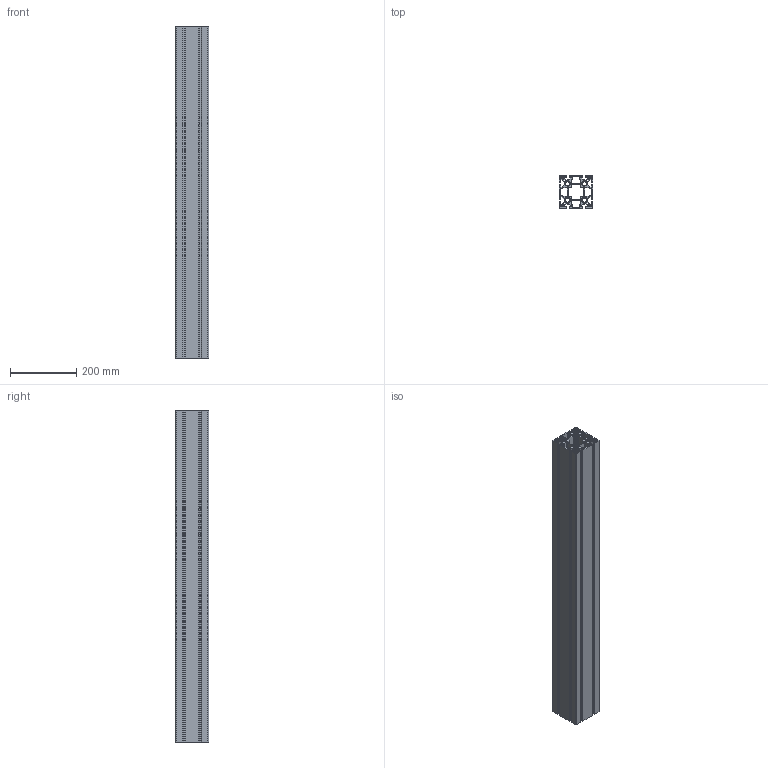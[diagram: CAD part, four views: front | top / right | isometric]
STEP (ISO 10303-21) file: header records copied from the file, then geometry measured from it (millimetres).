
FILE_DESCRIPTION (( 'STEP AP203' ), '1' );
FILE_NAME ('61010-8 Ïðîôèëü êîíñòðóêöèîííûé 100õ100 ïàç 8ìì (Àí. ñåðåáðî).step', '2025-11-26T14:58:08', ( '' ), ( '' ), 'SwSTEP 2.0', 'SolidWorks 2026', '' );
FILE_SCHEMA (( 'CONFIG_CONTROL_DESIGN' ));
Length unit declared in the file: millimetre
Products named in the file (2): 61010-8 Профиль конструкционный 100х100 паз 8мм (Ан. серебро)_00; 61010-8 Профиль конструкционный 100х100 паз 8мм (Ан. серебро)
Assembly tree (1 placements, depth 2):
  61010-8 Профиль конструкционный 100х100 паз 8мм (Ан. серебро)
    61010-8 Профиль конструкционный 100х100 паз 8мм (Ан. серебро)_00
Bounding box: 100 x 100 x 1000 mm (x, y, z)
Volume: 3285301.6 mm3; surface area: 1891972.7 mm2
Topology: 1 solids, 1 shells, 588 faces, 1758 edges, 1172 vertices
Faces by surface type: plane 362, cylinder 226
Entity records: 20062 total; most frequent: CARTESIAN_POINT 3522, ORIENTED_EDGE 3516, DIRECTION 3394, EDGE_CURVE 1758, LINE 1306, VECTOR 1306, VERTEX_POINT 1172, AXIS2_PLACEMENT_3D 1044
